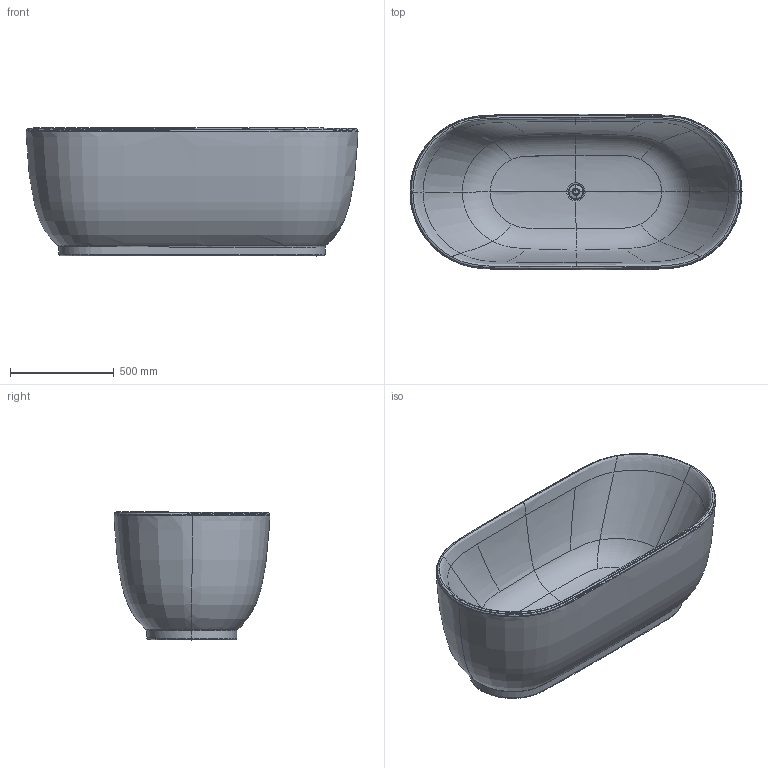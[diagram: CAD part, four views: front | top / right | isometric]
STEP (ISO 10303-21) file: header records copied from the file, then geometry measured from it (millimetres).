
FILE_DESCRIPTION(/* description */ (''),/* implementation_level */ '2;1');
FILE_NAME(/* name */ '700461',/* time_stamp */ '2021-08-17T13:38:10+02:00',/* author */ (''),/* organization */ (''),/* preprocessor_version */ 'ST-DEVELOPER v15',/* originating_system */ '',/* authorisation */ '');
FILE_SCHEMA (('AUTOMOTIVE_DESIGN'));
Products named in the file (1): Document
Bounding box: 1600.04 x 750.09 x 618.16 mm (x, y, z)
Volume: 33465437 mm3; surface area: 9192873.1 mm2
Topology: 27 solids, 30 shells, 1066 faces, 2771 edges, 1757 vertices
Faces by surface type: bspline 677, plane 389
Entity records: 398145 total; most frequent: CARTESIAN_POINT 381385, ORIENTED_EDGE 5524, EDGE_CURVE 2772, B_SPLINE_CURVE_WITH_KNOTS 1889, VERTEX_POINT 1757, EDGE_LOOP 1108, ADVANCED_FACE 1065, FACE_OUTER_BOUND 1065
